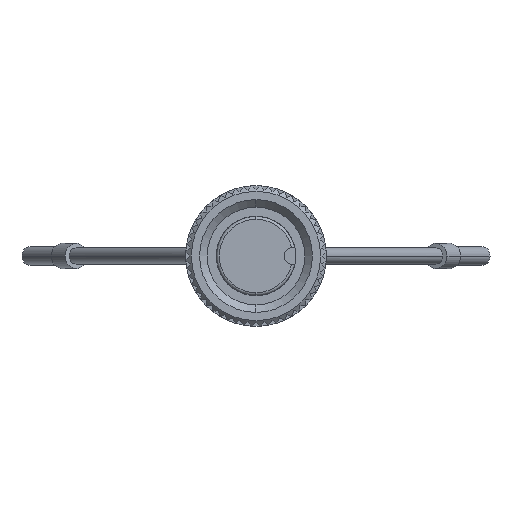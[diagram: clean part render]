
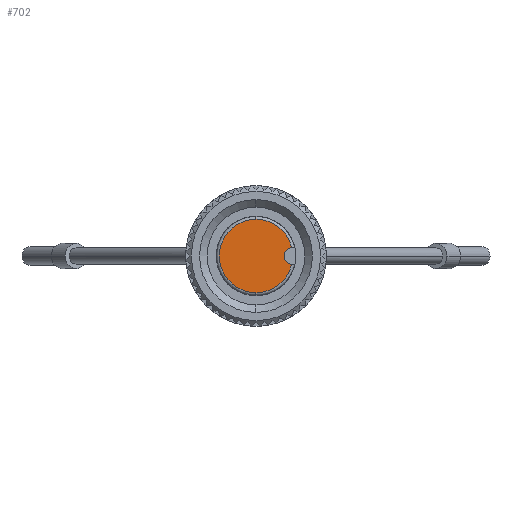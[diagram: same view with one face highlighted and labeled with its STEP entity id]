
A CAD part, left-side view. The second image highlights one B-rep face of the part: STEP entity #702.
In plain terms, the highlighted planar face has unit normal (-1, 0, 0).
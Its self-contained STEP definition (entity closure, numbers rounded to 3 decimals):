
#346=CARTESIAN_POINT('',(0.5,0.,2.601));
#347=VERTEX_POINT('',#346);
#355=CARTESIAN_POINT('',(0.5,-2.532,0.596));
#356=VERTEX_POINT('',#355);
#357=CARTESIAN_POINT('',(0.5,0.,0.));
#358=DIRECTION('',(1.,0.,-0.));
#359=DIRECTION('',(-0.,0.,-1.));
#360=AXIS2_PLACEMENT_3D('',#357,#358,#359);
#361=CIRCLE('',#360,2.601);
#362=EDGE_CURVE('',#347,#356,#361,.T.);
#669=CARTESIAN_POINT('',(0.5,0.,0.));
#670=DIRECTION('',(1.,0.,0.));
#671=DIRECTION('',(0.,0.,-1.));
#672=AXIS2_PLACEMENT_3D('',#669,#670,#671);
#673=PLANE('',#672);
#674=ORIENTED_EDGE('',*,*,#362,.F.);
#675=CARTESIAN_POINT('',(0.5,-0.,-2.601));
#676=VERTEX_POINT('',#675);
#677=CARTESIAN_POINT('',(0.5,0.,0.));
#678=DIRECTION('',(1.,0.,-0.));
#679=DIRECTION('',(-0.,0.,-1.));
#680=AXIS2_PLACEMENT_3D('',#677,#678,#679);
#681=CIRCLE('',#680,2.601);
#682=EDGE_CURVE('',#676,#347,#681,.T.);
#683=ORIENTED_EDGE('',*,*,#682,.F.);
#684=CARTESIAN_POINT('',(0.5,-2.532,-0.596));
#685=VERTEX_POINT('',#684);
#686=CARTESIAN_POINT('',(0.5,0.,0.));
#687=DIRECTION('',(1.,0.,-0.));
#688=DIRECTION('',(-0.,0.,-1.));
#689=AXIS2_PLACEMENT_3D('',#686,#687,#688);
#690=CIRCLE('',#689,2.601);
#691=EDGE_CURVE('',#685,#676,#690,.T.);
#692=ORIENTED_EDGE('',*,*,#691,.F.);
#693=CARTESIAN_POINT('',(0.5,-2.599,0.));
#694=DIRECTION('',(-1.,-0.,0.));
#695=DIRECTION('',(0.,0.,1.));
#696=AXIS2_PLACEMENT_3D('',#693,#694,#695);
#697=CIRCLE('',#696,0.6);
#698=EDGE_CURVE('',#356,#685,#697,.T.);
#699=ORIENTED_EDGE('',*,*,#698,.F.);
#700=EDGE_LOOP('',(#674,#683,#692,#699));
#701=FACE_BOUND('',#700,.T.);
#702=ADVANCED_FACE('',(#701),#673,.F.);
